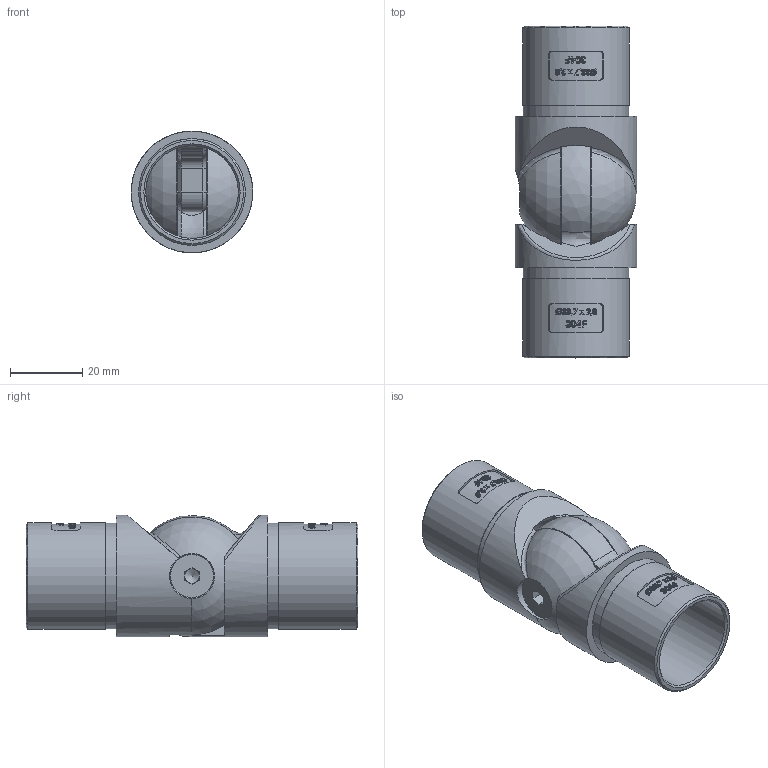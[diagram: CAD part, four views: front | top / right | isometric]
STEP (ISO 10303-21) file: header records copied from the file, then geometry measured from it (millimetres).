
FILE_DESCRIPTION (( 'STEP AP203' ), '1' );
FILE_NAME ('56255-320-33.STEP', '2021-07-20T07:24:13', ( '' ), ( '' ), 'SwSTEP 2.0', 'SolidWorks 2018', '' );
FILE_SCHEMA (( 'CONFIG_CONTROL_DESIGN' ));
Length unit declared in the file: millimetre
Products named in the file (8): 56255-320-XX Teil1; DIN-7991 M3-M10_DIN7991 M6x25; 56255-320-XX Teil1_56255-320-33 Teil1; 56255-320-33; 56255-320-XX Teil2; 56255-320-XX Teil2_56255-320-33 Teil2; DIN-7991 M3-M10
Assembly tree (4 placements, depth 2):
  56255-320-33
    56255-320-XX Teil1
  56255-320-XX Teil2
  56255-320-33
    56255-320-XX Teil1_56255-320-33 Teil1
    56255-320-XX Teil2_56255-320-33 Teil2
    DIN-7991 M3-M10_DIN7991 M6x25
  DIN-7991 M3-M10
Bounding box: 33.7 x 92 x 33.7 mm (x, y, z)
Volume: 26773.5 mm3; surface area: 20940 mm2
Topology: 3 solids, 3 shells, 749 faces, 2018 edges, 1334 vertices
Faces by surface type: bspline 368, plane 244, cylinder 94, cone 22, sphere 12, torus 9
Full cylindrical faces by diameter (mm): 5 x1, 6 x1, 6.5 x1, 12 x1, 12.5 x1, 25.7 x2, 29.2 x2, 29.6 x2, 33.7 x2
Entity records: 46829 total; most frequent: CARTESIAN_POINT 30430, ORIENTED_EDGE 3948, DIRECTION 2011, EDGE_CURVE 1974, VERTEX_POINT 1316, B_SPLINE_CURVE_WITH_KNOTS 1040, EDGE_LOOP 844, FACE_OUTER_BOUND 762
